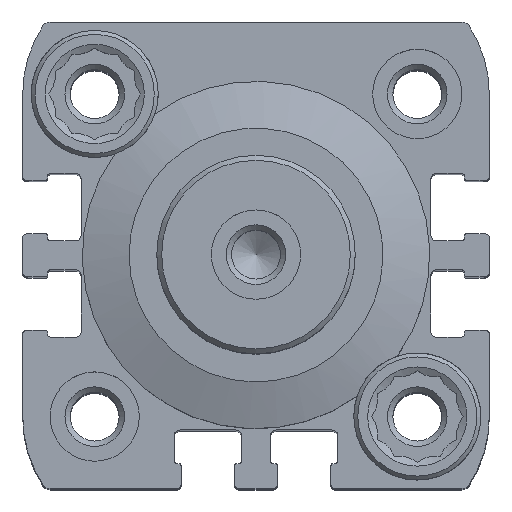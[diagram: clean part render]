
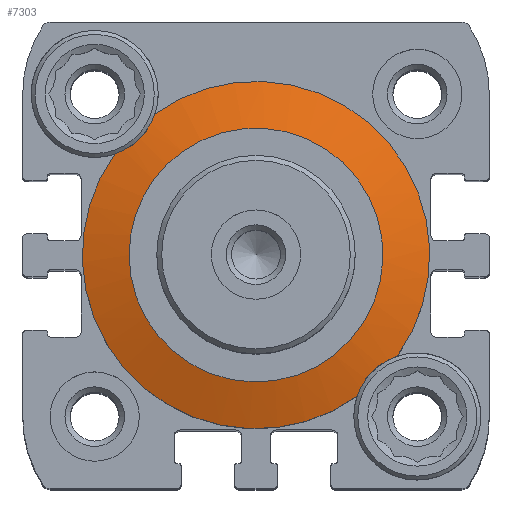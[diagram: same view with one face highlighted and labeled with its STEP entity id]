
A CAD part, top view. The second image highlights one B-rep face of the part: STEP entity #7303.
In plain terms, the highlighted spherical face has radius 50 mm.
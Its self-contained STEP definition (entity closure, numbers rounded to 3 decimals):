
#37=SPHERICAL_SURFACE('',#7925,50.);
#308=B_SPLINE_CURVE_WITH_KNOTS('',3,(#11640,#11641,#11642,#11643,#11644),
 .UNSPECIFIED.,.F.,.F.,(4,1,4),(0.,0.003,
0.006),.UNSPECIFIED.);
#309=B_SPLINE_CURVE_WITH_KNOTS('',3,(#11648,#11649,#11650,#11651,#11652),
 .UNSPECIFIED.,.F.,.F.,(4,1,4),(0.,0.003,
0.006),.UNSPECIFIED.);
#1981=ORIENTED_EDGE('',*,*,#4149,.T.);
#1982=ORIENTED_EDGE('',*,*,#4150,.F.);
#1983=ORIENTED_EDGE('',*,*,#4151,.T.);
#1984=ORIENTED_EDGE('',*,*,#4152,.F.);
#1985=ORIENTED_EDGE('',*,*,#4153,.T.);
#4149=EDGE_CURVE('',#5221,#5221,#5812,.T.);
#4150=EDGE_CURVE('',#5222,#5223,#5813,.T.);
#4151=EDGE_CURVE('',#5222,#5224,#308,.T.);
#4152=EDGE_CURVE('',#5225,#5224,#5814,.T.);
#4153=EDGE_CURVE('',#5225,#5223,#309,.T.);
#5221=VERTEX_POINT('',#11636);
#5222=VERTEX_POINT('',#11638);
#5223=VERTEX_POINT('',#11639);
#5224=VERTEX_POINT('',#11645);
#5225=VERTEX_POINT('',#11647);
#5812=CIRCLE('',#7926,12.786);
#5813=CIRCLE('',#7927,17.5);
#5814=CIRCLE('',#7928,17.5);
#6092=EDGE_LOOP('',(#1981));
#6093=EDGE_LOOP('',(#1982,#1983,#1984,#1985));
#6610=FACE_BOUND('',#6092,.T.);
#6611=FACE_BOUND('',#6093,.T.);
#7303=ADVANCED_FACE('',(#6610,#6611),#37,.T.);
#7925=AXIS2_PLACEMENT_3D('',#11634,#9088,#9089);
#7926=AXIS2_PLACEMENT_3D('',#11635,#9090,#9091);
#7927=AXIS2_PLACEMENT_3D('',#11637,#9092,#9093);
#7928=AXIS2_PLACEMENT_3D('',#11646,#9094,#9095);
#9088=DIRECTION('',(0.,0.,-1.));
#9089=DIRECTION('',(0.,1.,0.));
#9090=DIRECTION('',(0.,0.,-1.));
#9091=DIRECTION('',(-1.,0.,0.));
#9092=DIRECTION('',(0.,0.,-1.));
#9093=DIRECTION('',(-1.,0.,0.));
#9094=DIRECTION('',(0.,0.,-1.));
#9095=DIRECTION('',(-1.,0.,0.));
#11634=CARTESIAN_POINT('',(0.,0.,-36.337));
#11635=CARTESIAN_POINT('',(0.,0.,12.));
#11636=CARTESIAN_POINT('',(-12.786,0.,12.));
#11637=CARTESIAN_POINT('',(0.,0.,10.5));
#11638=CARTESIAN_POINT('',(10.174,-14.238,10.5));
#11639=CARTESIAN_POINT('',(-14.238,10.174,10.5));
#11640=CARTESIAN_POINT('',(10.174,-14.238,10.5));
#11641=CARTESIAN_POINT('',(10.485,-13.301,10.718));
#11642=CARTESIAN_POINT('',(11.557,-11.555,10.949));
#11643=CARTESIAN_POINT('',(13.301,-10.485,10.718));
#11644=CARTESIAN_POINT('',(14.238,-10.174,10.5));
#11645=CARTESIAN_POINT('',(14.238,-10.174,10.5));
#11646=CARTESIAN_POINT('',(0.,0.,10.5));
#11647=CARTESIAN_POINT('',(-10.174,14.238,10.5));
#11648=CARTESIAN_POINT('',(-10.174,14.238,10.5));
#11649=CARTESIAN_POINT('',(-10.485,13.301,10.718));
#11650=CARTESIAN_POINT('',(-11.557,11.555,10.949));
#11651=CARTESIAN_POINT('',(-13.301,10.485,10.718));
#11652=CARTESIAN_POINT('',(-14.238,10.174,10.5));
